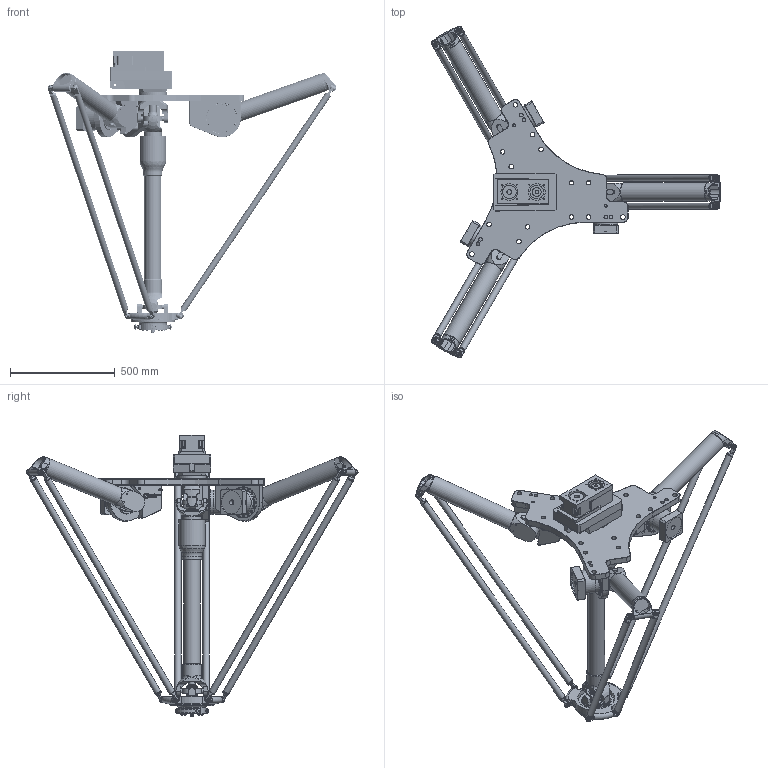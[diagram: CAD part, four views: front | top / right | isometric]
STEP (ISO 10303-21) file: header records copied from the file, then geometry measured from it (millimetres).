
FILE_DESCRIPTION(/* description */ (''),/* implementation_level */ '2;1');
FILE_NAME(/* name */ '3D-model_A_00067-TS1-ATS-02.stp',/* time_stamp */ '2022-02-12T12:29:37+01:00',/* author */ ('michael.schutter'),/* organization */ ('Majatronic'),/* preprocessor_version */ 'ST-DEVELOPER v16.5',/* originating_system */ 'Autodesk Inventor 2017',/* authorisation */ '');
FILE_SCHEMA (('AUTOMOTIVE_DESIGN { 1 0 10303 214 3 1 1 }'));
Length unit declared in the file: millimetre
Products named in the file (14): MT_BGR00021362MT_BGR; MT_WST00054870MT_WST; MT_WST00050309MT_WST; MT_WST00069206MT_WST; MT_WST00058679MT_WST; MT_WST00061375MT_WST; MT_WST00054722MT_WST; MT_WST00061377MT_WST; MT_WST00061379MT_WST; MT_WST00066182MT_WST; MT_WST00066183MT_WST; MT_WST00067358MT_WST; MT_WST00058878MT_WST; MT_WST00058879MT_WST
Assembly tree (28 placements, depth 2):
  MT_BGR00021362MT_BGR
    MT_WST00054870MT_WST
    MT_WST00050309MT_WST  x6
    MT_WST00069206MT_WST  x6
    MT_WST00058679MT_WST
    MT_WST00054722MT_WST  x2
    MT_WST00061375MT_WST
    MT_WST00061377MT_WST
    MT_WST00061379MT_WST  x3
    MT_WST00066182MT_WST
    MT_WST00066183MT_WST
    MT_WST00067358MT_WST
    MT_WST00058878MT_WST  x2
    MT_WST00058879MT_WST  x2
Bounding box: 1381.26 x 1587.12 x 1345 mm (x, y, z)
Volume: 51300420.9 mm3; surface area: 3937702.7 mm2
Topology: 28 solids, 61 shells, 3733 faces, 8772 edges, 5581 vertices
Faces by surface type: plane 1920, cylinder 1114, cone 397, torus 148, bspline 145, sphere 9
Full cylindrical faces by diameter (mm): 4 x1, 4.917 x18, 5 x12, 6 x11, 6.5 x4, 6.647 x7, 6.8 x4, 8 x75, 8.5 x48, 9.6 x3, 10 x5, 10.1 x2, 11 x1, 11.45 x8, 12 x22, 13 x10, 13.835 x9, 14 x8, 14.5 x1, 15 x15, 15.4 x2, 16 x21, 17.294 x6, 18 x48, 19 x8, 19.626 x1, 20 x12, 22 x15, 24 x4, 25 x2
Entity records: 82306 total; most frequent: CARTESIAN_POINT 24483, DIRECTION 11936, ORIENTED_EDGE 10684, EDGE_CURVE 5342, AXIS2_PLACEMENT_3D 4449, VERTEX_POINT 3703, EDGE_LOOP 3461, LINE 3038
